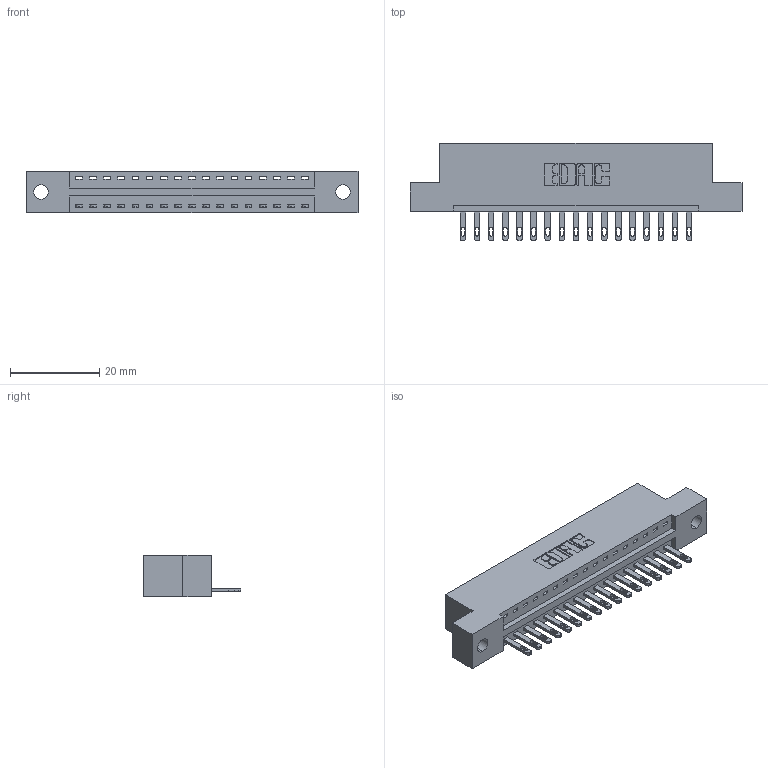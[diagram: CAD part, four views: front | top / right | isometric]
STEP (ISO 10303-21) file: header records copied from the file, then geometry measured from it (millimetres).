
FILE_DESCRIPTION (( 'STEP AP203' ), '1' );
FILE_NAME ('896-017-500-102.STEP', '2021-07-27T15:50:30', ( '' ), ( '' ), 'SwSTEP 2.0', 'SolidWorks 2020', '' );
FILE_SCHEMA (( 'CONFIG_CONTROL_DESIGN' ));
Length unit declared in the file: inch
Products named in the file (3): 896-017-500-102; 846 Part_Flush Mounting Lugs - 0.128 Dia; 345-292-001_345-293-100
Assembly tree (18 placements, depth 2):
  896-017-500-102
    846 Part_Flush Mounting Lugs - 0.128 Dia
    345-292-001_345-293-100  x17
Bounding box: 74.55 x 21.84 x 9.4 mm (x, y, z)
Volume: 6937.6 mm3; surface area: 8169.7 mm2
Topology: 18 solids, 18 shells, 1040 faces, 3185 edges, 2122 vertices
Faces by surface type: plane 654, cylinder 386
Entity records: 13849 total; most frequent: CARTESIAN_POINT 2387, ORIENTED_EDGE 2338, DIRECTION 2139, EDGE_CURVE 1169, VECTOR 965, LINE 965, VERTEX_POINT 778, AXIS2_PLACEMENT_3D 587
